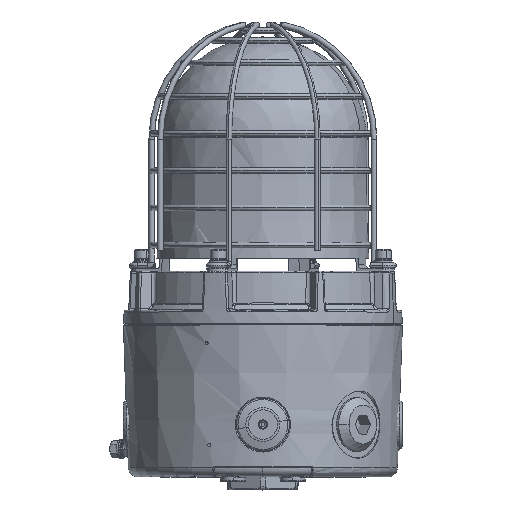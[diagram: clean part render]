
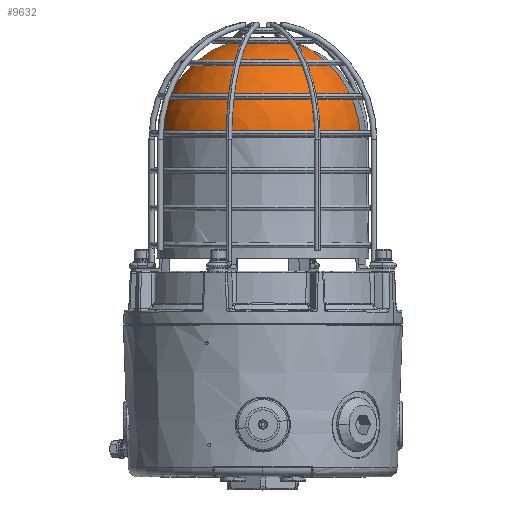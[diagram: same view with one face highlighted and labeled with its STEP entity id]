
A CAD part, top view. The second image highlights one B-rep face of the part: STEP entity #9632.
In plain terms, the highlighted spherical face has radius 56 mm.
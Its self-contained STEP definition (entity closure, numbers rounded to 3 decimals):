
#170 = CIRCLE ( 'NONE', #18225, 55.974 ) ;
#853 = AXIS2_PLACEMENT_3D ( 'NONE', #13881, #4616, #18087 ) ;
#1160 = EDGE_CURVE ( 'NONE', #26535, #10954, #170, .T. ) ;
#1633 = DIRECTION ( 'NONE',  ( 0., 0., -1. ) ) ;
#2031 = DIRECTION ( 'NONE',  ( 0., 0., 1. ) ) ;
#4616 = DIRECTION ( 'NONE',  ( 0., 0., 1. ) ) ;
#5178 = DIRECTION ( 'NONE',  ( 1., 0., 0. ) ) ;
#5737 = CARTESIAN_POINT ( 'NONE',  ( -71.692, 0., 55.974 ) ) ;
#8212 = AXIS2_PLACEMENT_3D ( 'NONE', #27045, #2031, #31251 ) ;
#8869 = EDGE_LOOP ( 'NONE', ( #37710, #51438, #45070, #34671 ) ) ;
#9632 = ADVANCED_FACE ( 'NONE', ( #22304 ), #33432, .T. ) ;
#10954 = VERTEX_POINT ( 'NONE', #17388 ) ;
#13881 = CARTESIAN_POINT ( 'NONE',  ( -70., 0., 0. ) ) ;
#17241 = CARTESIAN_POINT ( 'NONE',  ( -71.692, 0., 0. ) ) ;
#17289 = CARTESIAN_POINT ( 'NONE',  ( -71.692, 55.974, 0. ) ) ;
#17388 = CARTESIAN_POINT ( 'NONE',  ( -71.692, -55.974, 0. ) ) ;
#18087 = DIRECTION ( 'NONE',  ( 0., 1., 0. ) ) ;
#18225 = AXIS2_PLACEMENT_3D ( 'NONE', #17241, #38101, #19201 ) ;
#19201 = DIRECTION ( 'NONE',  ( 0., 0., -1. ) ) ;
#22304 = FACE_OUTER_BOUND ( 'NONE', #8869, .T. ) ;
#23487 = EDGE_CURVE ( 'NONE', #33155, #10954, #40903, .T. ) ;
#24367 = AXIS2_PLACEMENT_3D ( 'NONE', #30183, #5178, #34387 ) ;
#24468 = VERTEX_POINT ( 'NONE', #17289 ) ;
#24696 = EDGE_CURVE ( 'NONE', #24468, #26535, #47205, .T. ) ;
#26535 = VERTEX_POINT ( 'NONE', #5737 ) ;
#26652 = CARTESIAN_POINT ( 'NONE',  ( -70., 0., 0. ) ) ;
#27045 = CARTESIAN_POINT ( 'NONE',  ( -70., 0., 0. ) ) ;
#30183 = CARTESIAN_POINT ( 'NONE',  ( -71.692, 0., 0. ) ) ;
#30850 = DIRECTION ( 'NONE',  ( -1., 0., 0. ) ) ;
#31251 = DIRECTION ( 'NONE',  ( 0., -1., 0. ) ) ;
#33155 = VERTEX_POINT ( 'NONE', #44388 ) ;
#33432 = SPHERICAL_SURFACE ( 'NONE', #853, 56. ) ;
#34387 = DIRECTION ( 'NONE',  ( 0., 0., -1. ) ) ;
#34671 = ORIENTED_EDGE ( 'NONE', *, *, #24696, .F. ) ;
#37710 = ORIENTED_EDGE ( 'NONE', *, *, #40265, .F. ) ;
#38101 = DIRECTION ( 'NONE',  ( 1., 0., 0. ) ) ;
#40265 = EDGE_CURVE ( 'NONE', #33155, #24468, #43383, .T. ) ;
#40903 = CIRCLE ( 'NONE', #8212, 56. ) ;
#43383 = CIRCLE ( 'NONE', #53123, 56. ) ;
#44388 = CARTESIAN_POINT ( 'NONE',  ( -126., 0., 0. ) ) ;
#45070 = ORIENTED_EDGE ( 'NONE', *, *, #1160, .F. ) ;
#47205 = CIRCLE ( 'NONE', #24367, 55.974 ) ;
#51438 = ORIENTED_EDGE ( 'NONE', *, *, #23487, .T. ) ;
#53123 = AXIS2_PLACEMENT_3D ( 'NONE', #26652, #1633, #30850 ) ;
